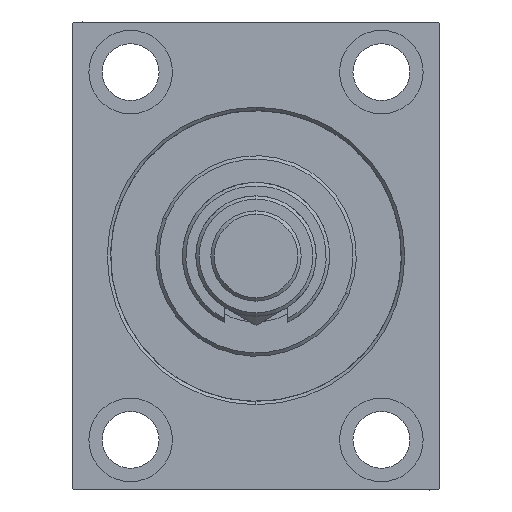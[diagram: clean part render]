
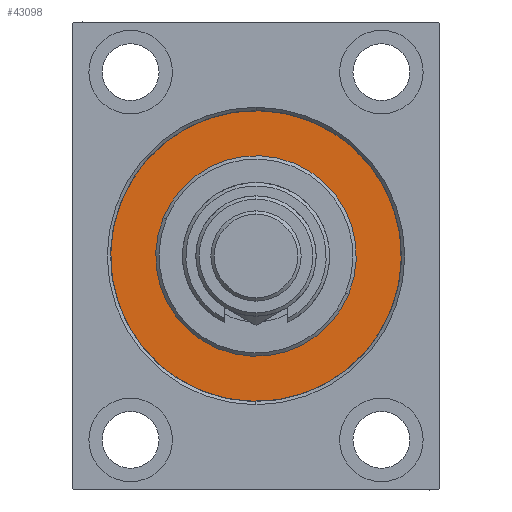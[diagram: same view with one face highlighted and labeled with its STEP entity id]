
A CAD part, left-side view. The second image highlights one B-rep face of the part: STEP entity #43098.
In plain terms, the highlighted face is planar.
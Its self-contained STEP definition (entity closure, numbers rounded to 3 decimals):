
#775 = EDGE_CURVE ( 'NONE', #29834, #1980, #10352, .T. ) ;
#1290 = DIRECTION ( 'NONE',  ( 0., 0., 1. ) ) ;
#1690 = CARTESIAN_POINT ( 'NONE',  ( 0., 0., -43.5 ) ) ;
#1980 = VERTEX_POINT ( 'NONE', #18833 ) ;
#2996 = DIRECTION ( 'NONE',  ( 0., 0., -1. ) ) ;
#3634 = CARTESIAN_POINT ( 'NONE',  ( 0., 0., 30. ) ) ;
#5424 = DIRECTION ( 'NONE',  ( 0., 0., -1. ) ) ;
#5970 = CIRCLE ( 'NONE', #28716, 30. ) ;
#6631 = EDGE_CURVE ( 'NONE', #1980, #29834, #5970, .T. ) ;
#7071 = CARTESIAN_POINT ( 'NONE',  ( 0., 0., 43.5 ) ) ;
#8428 = PLANE ( 'NONE',  #36344 ) ;
#10352 = CIRCLE ( 'NONE', #29290, 30. ) ;
#10601 = CARTESIAN_POINT ( 'NONE',  ( 0., 0., 0. ) ) ;
#10633 = EDGE_LOOP ( 'NONE', ( #44090, #32473 ) ) ;
#12185 = DIRECTION ( 'NONE',  ( -1., 0., 0. ) ) ;
#12895 = DIRECTION ( 'NONE',  ( 0., 0., 1. ) ) ;
#12948 = AXIS2_PLACEMENT_3D ( 'NONE', #26904, #12185, #12895 ) ;
#13452 = EDGE_CURVE ( 'NONE', #14418, #45556, #46245, .T. ) ;
#14418 = VERTEX_POINT ( 'NONE', #1690 ) ;
#14886 = EDGE_LOOP ( 'NONE', ( #34646, #16709 ) ) ;
#15087 = DIRECTION ( 'NONE',  ( 0., 0., 1. ) ) ;
#15330 = DIRECTION ( 'NONE',  ( -1., 0., 0. ) ) ;
#16122 = CARTESIAN_POINT ( 'NONE',  ( 0., 0., 0. ) ) ;
#16356 = DIRECTION ( 'NONE',  ( 1., 0., 0. ) ) ;
#16570 = EDGE_CURVE ( 'NONE', #45556, #14418, #39487, .T. ) ;
#16709 = ORIENTED_EDGE ( 'NONE', *, *, #6631, .F. ) ;
#17260 = DIRECTION ( 'NONE',  ( 1., 0., 0. ) ) ;
#18833 = CARTESIAN_POINT ( 'NONE',  ( 0., 0., -30. ) ) ;
#19359 = CARTESIAN_POINT ( 'NONE',  ( 0., 0., 0. ) ) ;
#22929 = CARTESIAN_POINT ( 'NONE',  ( 0., 0., 0. ) ) ;
#26904 = CARTESIAN_POINT ( 'NONE',  ( 0., 0., 0. ) ) ;
#28716 = AXIS2_PLACEMENT_3D ( 'NONE', #10601, #17260, #2996 ) ;
#29290 = AXIS2_PLACEMENT_3D ( 'NONE', #16122, #16356, #5424 ) ;
#29801 = FACE_BOUND ( 'NONE', #14886, .T. ) ;
#29834 = VERTEX_POINT ( 'NONE', #3634 ) ;
#32473 = ORIENTED_EDGE ( 'NONE', *, *, #16570, .F. ) ;
#33839 = DIRECTION ( 'NONE',  ( -1., 0., 0. ) ) ;
#34310 = FACE_OUTER_BOUND ( 'NONE', #10633, .T. ) ;
#34646 = ORIENTED_EDGE ( 'NONE', *, *, #775, .F. ) ;
#36344 = AXIS2_PLACEMENT_3D ( 'NONE', #19359, #33839, #1290 ) ;
#39487 = CIRCLE ( 'NONE', #12948, 43.5 ) ;
#43098 = ADVANCED_FACE ( 'NONE', ( #29801, #34310 ), #8428, .F. ) ;
#44090 = ORIENTED_EDGE ( 'NONE', *, *, #13452, .F. ) ;
#45504 = AXIS2_PLACEMENT_3D ( 'NONE', #22929, #15330, #15087 ) ;
#45556 = VERTEX_POINT ( 'NONE', #7071 ) ;
#46245 = CIRCLE ( 'NONE', #45504, 43.5 ) ;
